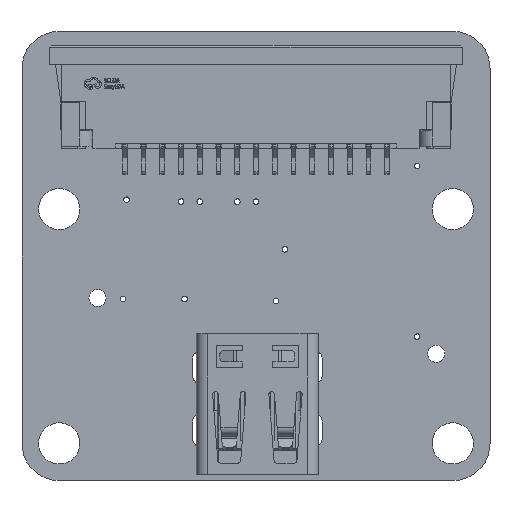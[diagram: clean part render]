
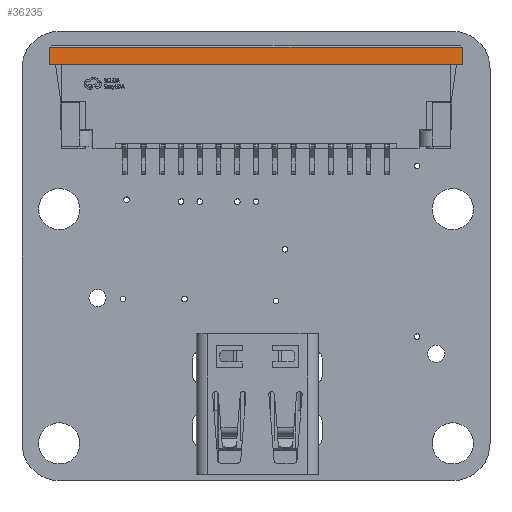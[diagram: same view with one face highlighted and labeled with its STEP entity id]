
A CAD part, top view. The second image highlights one B-rep face of the part: STEP entity #36235.
In plain terms, the highlighted planar face has unit normal (0, 0, 1).
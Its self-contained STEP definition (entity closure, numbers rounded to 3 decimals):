
#1395=PLANE('',#38411);
#3014=FACE_OUTER_BOUND('',#4909,.T.);
#4909=EDGE_LOOP('',(#27880,#27881,#27882,#27883));
#8098=LINE('',#53967,#12319);
#8115=LINE('',#53998,#12336);
#8116=LINE('',#54000,#12337);
#8117=LINE('',#54001,#12338);
#12319=VECTOR('',#43613,1.);
#12336=VECTOR('',#43636,1.);
#12337=VECTOR('',#43637,1.);
#12338=VECTOR('',#43638,1.);
#16307=VERTEX_POINT('',#53964);
#16308=VERTEX_POINT('',#53966);
#16319=VERTEX_POINT('',#53997);
#16320=VERTEX_POINT('',#53999);
#20462=EDGE_CURVE('',#16307,#16308,#8098,.T.);
#20479=EDGE_CURVE('',#16319,#16307,#8115,.T.);
#20480=EDGE_CURVE('',#16319,#16320,#8116,.T.);
#20481=EDGE_CURVE('',#16320,#16308,#8117,.T.);
#27880=ORIENTED_EDGE('',*,*,#20479,.F.);
#27881=ORIENTED_EDGE('',*,*,#20480,.T.);
#27882=ORIENTED_EDGE('',*,*,#20481,.T.);
#27883=ORIENTED_EDGE('',*,*,#20462,.F.);
#36235=ADVANCED_FACE('',(#3014),#1395,.F.);
#38411=AXIS2_PLACEMENT_3D('',#53996,#43634,#43635);
#43613=DIRECTION('',(1.,0.,0.));
#43634=DIRECTION('center_axis',(0.,0.,-1.));
#43635=DIRECTION('ref_axis',(1.,0.,0.));
#43636=DIRECTION('',(0.,1.,0.));
#43637=DIRECTION('',(1.,0.,0.));
#43638=DIRECTION('',(0.,1.,0.));
#53964=CARTESIAN_POINT('',(-11.,-4.035,2.5));
#53966=CARTESIAN_POINT('',(11.,-4.035,2.5));
#53967=CARTESIAN_POINT('',(-11.,-4.035,2.5));
#53996=CARTESIAN_POINT('Origin',(-11.,-1.6,2.5));
#53997=CARTESIAN_POINT('',(-11.,-4.935,2.5));
#53998=CARTESIAN_POINT('',(-11.,-1.6,2.5));
#53999=CARTESIAN_POINT('',(11.,-4.935,2.5));
#54000=CARTESIAN_POINT('',(11.,-4.935,2.5));
#54001=CARTESIAN_POINT('',(11.,-1.6,2.5));
